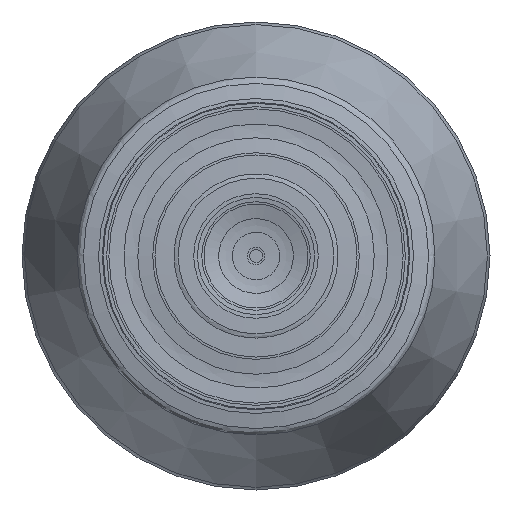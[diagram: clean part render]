
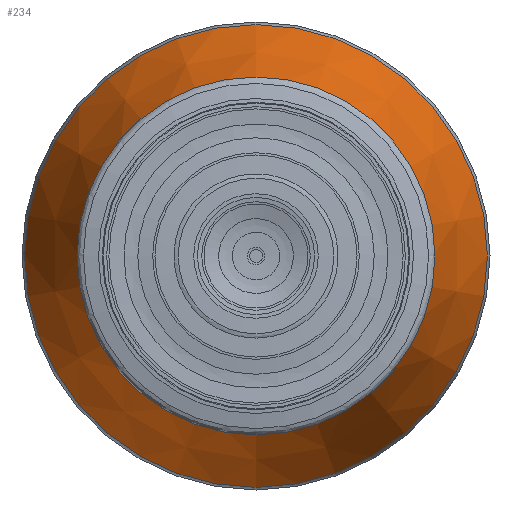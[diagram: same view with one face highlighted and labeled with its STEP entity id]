
A CAD part, left-side view. The second image highlights one B-rep face of the part: STEP entity #234.
In plain terms, the highlighted conical face has half-angle 20.556 degrees and reference radius 16.809 mm.
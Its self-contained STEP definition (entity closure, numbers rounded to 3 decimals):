
#212=CONICAL_SURFACE('',#919,16.809,20.556);
#234=ADVANCED_FACE('',(#323,#324),#212,.T.);
#323=FACE_BOUND('',#452,.T.);
#324=FACE_BOUND('',#453,.T.);
#452=EDGE_LOOP('',(#584));
#453=EDGE_LOOP('',(#585));
#584=ORIENTED_EDGE('',*,*,#768,.T.);
#585=ORIENTED_EDGE('',*,*,#767,.F.);
#701=VERTEX_POINT('',#1275);
#702=VERTEX_POINT('',#1278);
#767=EDGE_CURVE('',#701,#701,#833,.T.);
#768=EDGE_CURVE('',#702,#702,#834,.T.);
#833=CIRCLE('',#916,16.809);
#834=CIRCLE('',#918,12.818);
#916=AXIS2_PLACEMENT_3D('',#1274,#1037,#1038);
#918=AXIS2_PLACEMENT_3D('',#1277,#1041,#1042);
#919=AXIS2_PLACEMENT_3D('',#1279,#1043,#1044);
#1037=DIRECTION('',(1.,0.,0.));
#1038=DIRECTION('',(0.,0.,1.));
#1041=DIRECTION('',(1.,0.,0.));
#1042=DIRECTION('',(0.,0.,1.));
#1043=DIRECTION('',(1.,0.,0.));
#1044=DIRECTION('',(0.,0.,-1.));
#1274=CARTESIAN_POINT('',(146.491,0.,0.));
#1275=CARTESIAN_POINT('',(146.491,0.,16.809));
#1277=CARTESIAN_POINT('',(135.849,0.,0.));
#1278=CARTESIAN_POINT('',(135.849,0.,12.818));
#1279=CARTESIAN_POINT('',(146.491,0.,0.));
